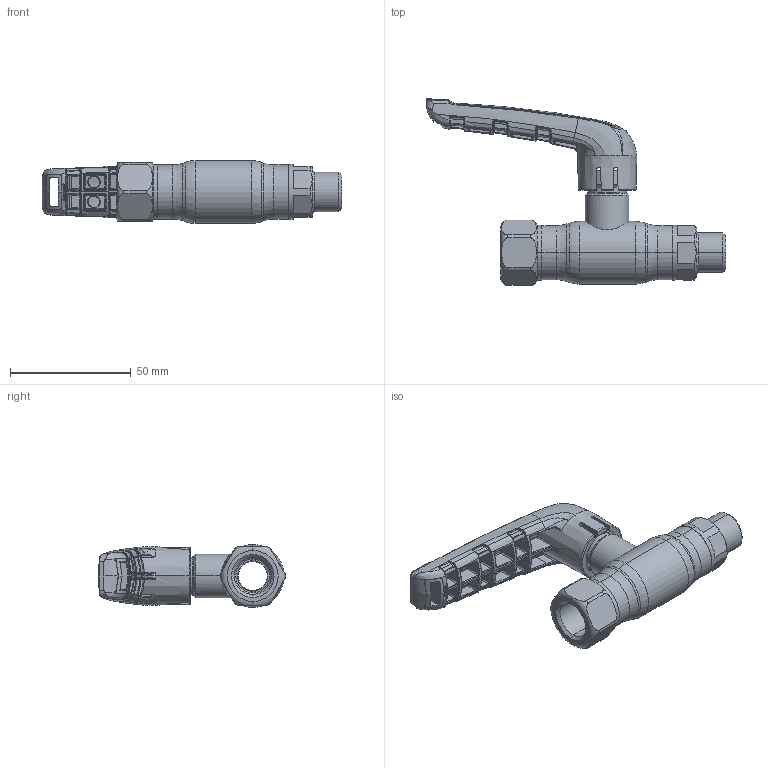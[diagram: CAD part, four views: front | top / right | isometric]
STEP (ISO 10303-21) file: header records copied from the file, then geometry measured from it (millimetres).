
FILE_DESCRIPTION (( 'STEP AP214' ), '1' );
FILE_NAME ('1010002400-xxxx.step', '2019-05-07T11:36:26', ( '' ), ( '' ), 'SwSTEP 2.0', 'SolidWorks 2017', '' );
FILE_SCHEMA (( 'AUTOMOTIVE_DESIGN' ));
Length unit declared in the file: millimetre
Products named in the file (1): 1010002400-xxxx
Bounding box: 123.78 x 77.18 x 26 mm (x, y, z)
Surface area: 20183.9 mm2 (no closed solid volume)
Topology: 0 solids, 7 shells, 829 faces, 2394 edges, 1479 vertices
Faces by surface type: bspline 661, plane 74, cylinder 44, cone 25, torus 25
Entity records: 68085 total; most frequent: CARTESIAN_POINT 43167, ORIENTED_EDGE 4175, EDGE_CURVE 2366, B_SPLINE_CURVE_WITH_KNOTS 1628, DIRECTION 1613, VERTEX_POINT 1479, EDGE_LOOP 853, UNCERTAINTY_MEASURE_WITH_UNIT 831
